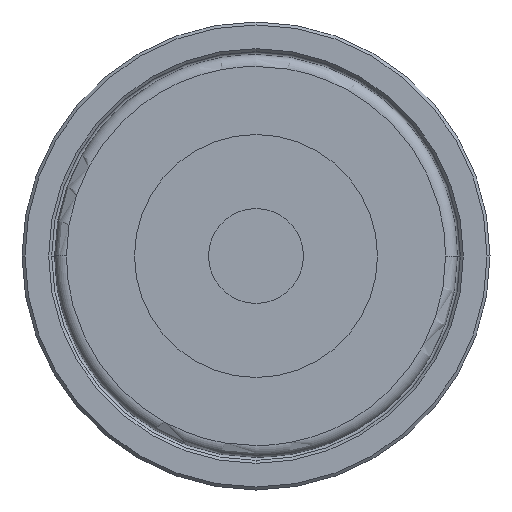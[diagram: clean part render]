
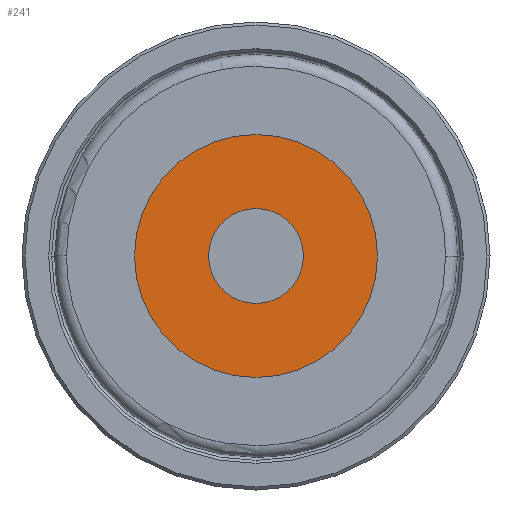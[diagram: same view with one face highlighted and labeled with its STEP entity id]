
A CAD part, front view. The second image highlights one B-rep face of the part: STEP entity #241.
In plain terms, the highlighted planar face has unit normal (0, -1, 0).
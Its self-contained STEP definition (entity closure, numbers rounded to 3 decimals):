
#82 = CARTESIAN_POINT ( 'NONE',  ( 39.5, -1.5, -8. ) ) ;
#109 = CARTESIAN_POINT ( 'NONE',  ( 39.5, -1.5, 20.5 ) ) ;
#241 = ADVANCED_FACE ( 'NONE', ( #1824, #1983 ), #1498, .F. ) ;
#627 = ORIENTED_EDGE ( 'NONE', *, *, #2062, .F. ) ;
#689 = AXIS2_PLACEMENT_3D ( 'NONE', #740, #736, #734 ) ;
#734 = DIRECTION ( 'NONE',  ( 0., 0., -1. ) ) ;
#736 = DIRECTION ( 'NONE',  ( 0., -1., 0. ) ) ;
#740 = CARTESIAN_POINT ( 'NONE',  ( 39.5, -1.5, 0. ) ) ;
#876 = AXIS2_PLACEMENT_3D ( 'NONE', #1313, #1307, #1302 ) ;
#883 = EDGE_CURVE ( 'NONE', #2066, #1343, #891, .T. ) ;
#891 = CIRCLE ( 'NONE', #876, 20.5 ) ;
#894 = DIRECTION ( 'NONE',  ( 0., 0., -1. ) ) ;
#897 = DIRECTION ( 'NONE',  ( 0., -1., 0. ) ) ;
#899 = CARTESIAN_POINT ( 'NONE',  ( 39.5, -1.5, 0. ) ) ;
#916 = DIRECTION ( 'NONE',  ( 0., 0., -1. ) ) ;
#919 = DIRECTION ( 'NONE',  ( 0., -1., 0. ) ) ;
#923 = CARTESIAN_POINT ( 'NONE',  ( 39.5, -1.5, 0. ) ) ;
#937 = CARTESIAN_POINT ( 'NONE',  ( 39.5, -1.5, -20.5 ) ) ;
#979 = AXIS2_PLACEMENT_3D ( 'NONE', #1490, #1512, #1487 ) ;
#1288 = CIRCLE ( 'NONE', #1646, 8. ) ;
#1302 = DIRECTION ( 'NONE',  ( 0., 0., -1. ) ) ;
#1307 = DIRECTION ( 'NONE',  ( 0., -1., 0. ) ) ;
#1313 = CARTESIAN_POINT ( 'NONE',  ( 39.5, -1.5, 0. ) ) ;
#1343 = VERTEX_POINT ( 'NONE', #109 ) ;
#1392 = CIRCLE ( 'NONE', #1608, 8. ) ;
#1487 = DIRECTION ( 'NONE',  ( 0., 0., 1. ) ) ;
#1490 = CARTESIAN_POINT ( 'NONE',  ( 60., -1.5, 0. ) ) ;
#1498 = PLANE ( 'NONE',  #979 ) ;
#1512 = DIRECTION ( 'NONE',  ( 0., 1., 0. ) ) ;
#1608 = AXIS2_PLACEMENT_3D ( 'NONE', #923, #919, #916 ) ;
#1646 = AXIS2_PLACEMENT_3D ( 'NONE', #899, #897, #894 ) ;
#1693 = CARTESIAN_POINT ( 'NONE',  ( 39.5, -1.5, 8. ) ) ;
#1719 = CIRCLE ( 'NONE', #689, 20.5 ) ;
#1778 = ORIENTED_EDGE ( 'NONE', *, *, #883, .T. ) ;
#1824 = FACE_BOUND ( 'NONE', #2064, .T. ) ;
#1969 = ORIENTED_EDGE ( 'NONE', *, *, #2125, .T. ) ;
#1983 = FACE_OUTER_BOUND ( 'NONE', #2087, .T. ) ;
#2041 = ORIENTED_EDGE ( 'NONE', *, *, #2071, .F. ) ;
#2047 = VERTEX_POINT ( 'NONE', #1693 ) ;
#2062 = EDGE_CURVE ( 'NONE', #2047, #2203, #1392, .T. ) ;
#2064 = EDGE_LOOP ( 'NONE', ( #2041, #627 ) ) ;
#2066 = VERTEX_POINT ( 'NONE', #937 ) ;
#2071 = EDGE_CURVE ( 'NONE', #2203, #2047, #1288, .T. ) ;
#2087 = EDGE_LOOP ( 'NONE', ( #1778, #1969 ) ) ;
#2125 = EDGE_CURVE ( 'NONE', #1343, #2066, #1719, .T. ) ;
#2203 = VERTEX_POINT ( 'NONE', #82 ) ;
